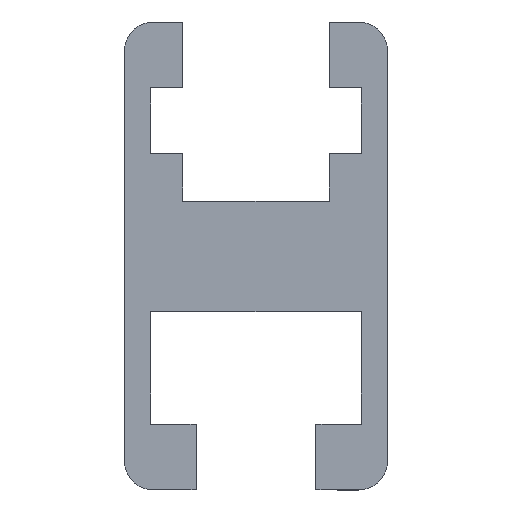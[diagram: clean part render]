
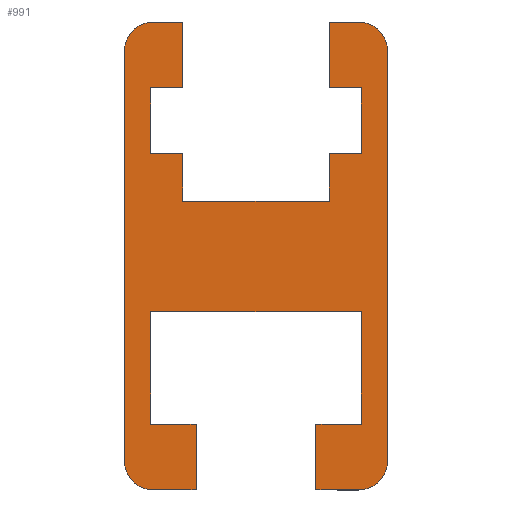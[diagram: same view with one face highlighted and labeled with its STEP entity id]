
A CAD part, top view. The second image highlights one B-rep face of the part: STEP entity #991.
In plain terms, the highlighted planar face has unit normal (0, 0, 1).
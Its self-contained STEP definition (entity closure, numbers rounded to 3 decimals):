
#60=CARTESIAN_POINT('',(9.,-14.,0.5));
#61=VERTEX_POINT('',#60);
#68=CARTESIAN_POINT('',(7.,-16.,0.5));
#69=VERTEX_POINT('',#68);
#70=CARTESIAN_POINT('',(7.,-14.,0.5));
#71=DIRECTION('',(0.0,0.0,-1.0));
#72=DIRECTION('',(0.707,-0.707,0.0));
#73=AXIS2_PLACEMENT_3D('',#70,#71,#72);
#74=CIRCLE('',#73,2.);
#75=EDGE_CURVE('',#61,#69,#74,.T.);
#100=CARTESIAN_POINT('',(9.,14.,0.5));
#101=VERTEX_POINT('',#100);
#108=CARTESIAN_POINT('',(9.,14.,0.5));
#109=DIRECTION('',(0.0,-1.0,0.0));
#110=VECTOR('',#109,28.);
#111=LINE('',#108,#110);
#112=EDGE_CURVE('',#101,#61,#111,.T.);
#342=CARTESIAN_POINT('',(-7.,-16.0,0.5));
#343=VERTEX_POINT('',#342);
#350=CARTESIAN_POINT('',(-9.,-14.,0.5));
#351=VERTEX_POINT('',#350);
#352=CARTESIAN_POINT('',(-7.,-14.,0.5));
#353=DIRECTION('',(0.0,0.0,-1.0));
#354=DIRECTION('',(-0.707,-0.707,0.0));
#355=AXIS2_PLACEMENT_3D('',#352,#353,#354);
#356=CIRCLE('',#355,2.0);
#357=EDGE_CURVE('',#343,#351,#356,.T.);
#375=CARTESIAN_POINT('',(-4.1,-16.,0.5));
#376=VERTEX_POINT('',#375);
#383=CARTESIAN_POINT('',(-4.1,-16.,0.5));
#384=DIRECTION('',(-1.0,0.0,0.0));
#385=VECTOR('',#384,2.9);
#386=LINE('',#383,#385);
#387=EDGE_CURVE('',#376,#343,#386,.T.);
#398=CARTESIAN_POINT('',(7.,16.,0.5));
#399=VERTEX_POINT('',#398);
#406=CARTESIAN_POINT('',(7.,14.,0.5));
#407=DIRECTION('',(0.0,0.0,-1.0));
#408=DIRECTION('',(0.707,0.707,0.0));
#409=AXIS2_PLACEMENT_3D('',#406,#407,#408);
#410=CIRCLE('',#409,2.0);
#411=EDGE_CURVE('',#399,#101,#410,.T.);
#424=CARTESIAN_POINT('',(5.0,16.0,0.5));
#425=VERTEX_POINT('',#424);
#432=CARTESIAN_POINT('',(5.0,16.0,0.5));
#433=DIRECTION('',(1.0,0.0,0.0));
#434=VECTOR('',#433,2.);
#435=LINE('',#432,#434);
#436=EDGE_CURVE('',#425,#399,#435,.T.);
#446=CARTESIAN_POINT('',(-9.,14.0,0.5));
#447=VERTEX_POINT('',#446);
#448=CARTESIAN_POINT('',(-7.,16.0,0.5));
#449=VERTEX_POINT('',#448);
#450=CARTESIAN_POINT('',(-7.,14.0,0.5));
#451=DIRECTION('',(0.0,0.0,-1.0));
#452=DIRECTION('',(-0.707,0.707,0.0));
#453=AXIS2_PLACEMENT_3D('',#450,#451,#452);
#454=CIRCLE('',#453,2.);
#455=EDGE_CURVE('',#447,#449,#454,.T.);
#479=CARTESIAN_POINT('',(-9.,-14.,0.5));
#480=DIRECTION('',(0.0,1.0,0.0));
#481=VECTOR('',#480,28.);
#482=LINE('',#479,#481);
#483=EDGE_CURVE('',#351,#447,#482,.T.);
#496=CARTESIAN_POINT('',(7.2,7.,0.5));
#497=VERTEX_POINT('',#496);
#504=CARTESIAN_POINT('',(7.2,11.5,0.5));
#505=VERTEX_POINT('',#504);
#506=CARTESIAN_POINT('',(7.2,11.5,0.5));
#507=DIRECTION('',(0.0,-1.0,0.0));
#508=VECTOR('',#507,4.5);
#509=LINE('',#506,#508);
#510=EDGE_CURVE('',#505,#497,#509,.T.);
#528=CARTESIAN_POINT('',(5.0,11.5,0.5));
#529=VERTEX_POINT('',#528);
#530=CARTESIAN_POINT('',(5.0,11.5,0.5));
#531=DIRECTION('',(1.0,0.0,0.0));
#532=VECTOR('',#531,2.2);
#533=LINE('',#530,#532);
#534=EDGE_CURVE('',#529,#505,#533,.T.);
#552=CARTESIAN_POINT('',(5.0,16.0,0.5));
#553=DIRECTION('',(0.0,-1.0,0.0));
#554=VECTOR('',#553,4.5);
#555=LINE('',#552,#554);
#556=EDGE_CURVE('',#425,#529,#555,.T.);
#568=CARTESIAN_POINT('',(-5.0,16.0,0.5));
#569=VERTEX_POINT('',#568);
#576=CARTESIAN_POINT('',(-5.0,11.5,0.5));
#577=VERTEX_POINT('',#576);
#578=CARTESIAN_POINT('',(-5.0,11.5,0.5));
#579=DIRECTION('',(0.0,1.0,0.0));
#580=VECTOR('',#579,4.5);
#581=LINE('',#578,#580);
#582=EDGE_CURVE('',#577,#569,#581,.T.);
#600=CARTESIAN_POINT('',(-7.2,11.5,0.5));
#601=VERTEX_POINT('',#600);
#602=CARTESIAN_POINT('',(-7.2,11.5,0.5));
#603=DIRECTION('',(1.0,0.0,0.0));
#604=VECTOR('',#603,2.2);
#605=LINE('',#602,#604);
#606=EDGE_CURVE('',#601,#577,#605,.T.);
#624=CARTESIAN_POINT('',(-7.2,7.,0.5));
#625=VERTEX_POINT('',#624);
#626=CARTESIAN_POINT('',(-7.2,7.,0.5));
#627=DIRECTION('',(0.0,1.0,0.0));
#628=VECTOR('',#627,4.5);
#629=LINE('',#626,#628);
#630=EDGE_CURVE('',#625,#601,#629,.T.);
#648=CARTESIAN_POINT('',(-5.0,7.,0.5));
#649=VERTEX_POINT('',#648);
#650=CARTESIAN_POINT('',(-5.0,7.,0.5));
#651=DIRECTION('',(-1.0,0.0,0.0));
#652=VECTOR('',#651,2.2);
#653=LINE('',#650,#652);
#654=EDGE_CURVE('',#649,#625,#653,.T.);
#672=CARTESIAN_POINT('',(-5.0,3.75,0.5));
#673=VERTEX_POINT('',#672);
#674=CARTESIAN_POINT('',(-5.0,3.75,0.5));
#675=DIRECTION('',(0.0,1.0,0.0));
#676=VECTOR('',#675,3.25);
#677=LINE('',#674,#676);
#678=EDGE_CURVE('',#673,#649,#677,.T.);
#696=CARTESIAN_POINT('',(5.0,3.75,0.5));
#697=VERTEX_POINT('',#696);
#698=CARTESIAN_POINT('',(5.0,3.75,0.5));
#699=DIRECTION('',(-1.0,0.0,0.0));
#700=VECTOR('',#699,10.0);
#701=LINE('',#698,#700);
#702=EDGE_CURVE('',#697,#673,#701,.T.);
#720=CARTESIAN_POINT('',(5.0,7.,0.5));
#721=VERTEX_POINT('',#720);
#722=CARTESIAN_POINT('',(5.0,7.,0.5));
#723=DIRECTION('',(0.0,-1.0,0.0));
#724=VECTOR('',#723,3.25);
#725=LINE('',#722,#724);
#726=EDGE_CURVE('',#721,#697,#725,.T.);
#744=CARTESIAN_POINT('',(7.2,7.,0.5));
#745=DIRECTION('',(-1.0,0.0,0.0));
#746=VECTOR('',#745,2.2);
#747=LINE('',#744,#746);
#748=EDGE_CURVE('',#497,#721,#747,.T.);
#760=CARTESIAN_POINT('',(-7.2,-11.5,0.5));
#761=VERTEX_POINT('',#760);
#768=CARTESIAN_POINT('',(-4.1,-11.5,0.5));
#769=VERTEX_POINT('',#768);
#770=CARTESIAN_POINT('',(-4.1,-11.5,0.5));
#771=DIRECTION('',(-1.0,0.0,0.0));
#772=VECTOR('',#771,3.1);
#773=LINE('',#770,#772);
#774=EDGE_CURVE('',#769,#761,#773,.T.);
#792=CARTESIAN_POINT('',(-4.1,-16.,0.5));
#793=DIRECTION('',(0.0,1.0,0.0));
#794=VECTOR('',#793,4.5);
#795=LINE('',#792,#794);
#796=EDGE_CURVE('',#376,#769,#795,.T.);
#808=CARTESIAN_POINT('',(4.1,-16.,0.5));
#809=VERTEX_POINT('',#808);
#816=CARTESIAN_POINT('',(4.1,-11.5,0.5));
#817=VERTEX_POINT('',#816);
#818=CARTESIAN_POINT('',(4.1,-11.5,0.5));
#819=DIRECTION('',(0.0,-1.0,0.0));
#820=VECTOR('',#819,4.5);
#821=LINE('',#818,#820);
#822=EDGE_CURVE('',#817,#809,#821,.T.);
#840=CARTESIAN_POINT('',(7.2,-11.5,0.5));
#841=VERTEX_POINT('',#840);
#842=CARTESIAN_POINT('',(7.2,-11.5,0.5));
#843=DIRECTION('',(-1.0,0.0,0.0));
#844=VECTOR('',#843,3.1);
#845=LINE('',#842,#844);
#846=EDGE_CURVE('',#841,#817,#845,.T.);
#864=CARTESIAN_POINT('',(7.2,-3.8,0.5));
#865=VERTEX_POINT('',#864);
#866=CARTESIAN_POINT('',(7.2,-3.8,0.5));
#867=DIRECTION('',(0.0,-1.0,0.0));
#868=VECTOR('',#867,7.7);
#869=LINE('',#866,#868);
#870=EDGE_CURVE('',#865,#841,#869,.T.);
#888=CARTESIAN_POINT('',(-7.2,-3.8,0.5));
#889=VERTEX_POINT('',#888);
#890=CARTESIAN_POINT('',(-7.2,-3.8,0.5));
#891=DIRECTION('',(1.0,0.0,0.0));
#892=VECTOR('',#891,14.4);
#893=LINE('',#890,#892);
#894=EDGE_CURVE('',#889,#865,#893,.T.);
#912=CARTESIAN_POINT('',(-7.2,-11.5,0.5));
#913=DIRECTION('',(0.0,1.0,0.0));
#914=VECTOR('',#913,7.7);
#915=LINE('',#912,#914);
#916=EDGE_CURVE('',#761,#889,#915,.T.);
#928=CARTESIAN_POINT('',(7.,-16.,0.5));
#929=DIRECTION('',(-1.0,0.0,0.0));
#930=VECTOR('',#929,2.9);
#931=LINE('',#928,#930);
#932=EDGE_CURVE('',#69,#809,#931,.T.);
#945=CARTESIAN_POINT('',(-7.,16.0,0.5));
#946=DIRECTION('',(1.0,0.0,0.0));
#947=VECTOR('',#946,2.);
#948=LINE('',#945,#947);
#949=EDGE_CURVE('',#449,#569,#948,.T.);
#956=CARTESIAN_POINT('',(0.,0.,0.5));
#957=DIRECTION('',(0.0,0.0,1.0));
#958=DIRECTION('',(1.0,0.0,0.0));
#959=AXIS2_PLACEMENT_3D('',#956,#957,#958);
#960=PLANE('',#959);
#961=ORIENTED_EDGE('',*,*,#75,.F.);
#962=ORIENTED_EDGE('',*,*,#112,.F.);
#963=ORIENTED_EDGE('',*,*,#411,.F.);
#964=ORIENTED_EDGE('',*,*,#436,.F.);
#965=ORIENTED_EDGE('',*,*,#556,.T.);
#966=ORIENTED_EDGE('',*,*,#534,.T.);
#967=ORIENTED_EDGE('',*,*,#510,.T.);
#968=ORIENTED_EDGE('',*,*,#748,.T.);
#969=ORIENTED_EDGE('',*,*,#726,.T.);
#970=ORIENTED_EDGE('',*,*,#702,.T.);
#971=ORIENTED_EDGE('',*,*,#678,.T.);
#972=ORIENTED_EDGE('',*,*,#654,.T.);
#973=ORIENTED_EDGE('',*,*,#630,.T.);
#974=ORIENTED_EDGE('',*,*,#606,.T.);
#975=ORIENTED_EDGE('',*,*,#582,.T.);
#976=ORIENTED_EDGE('',*,*,#949,.F.);
#977=ORIENTED_EDGE('',*,*,#455,.F.);
#978=ORIENTED_EDGE('',*,*,#483,.F.);
#979=ORIENTED_EDGE('',*,*,#357,.F.);
#980=ORIENTED_EDGE('',*,*,#387,.F.);
#981=ORIENTED_EDGE('',*,*,#796,.T.);
#982=ORIENTED_EDGE('',*,*,#774,.T.);
#983=ORIENTED_EDGE('',*,*,#916,.T.);
#984=ORIENTED_EDGE('',*,*,#894,.T.);
#985=ORIENTED_EDGE('',*,*,#870,.T.);
#986=ORIENTED_EDGE('',*,*,#846,.T.);
#987=ORIENTED_EDGE('',*,*,#822,.T.);
#988=ORIENTED_EDGE('',*,*,#932,.F.);
#989=EDGE_LOOP('',(#961,#962,#963,#964,#965,#966,#967,#968,#969,#970,#971,#972,#973,#974,#975,#976,#977,#978,#979,#980,#981,#982,#983,#984,#985,#986,#987,#988));
#990=FACE_OUTER_BOUND('',#989,.T.);
#991=ADVANCED_FACE('',(#990),#960,.T.);
